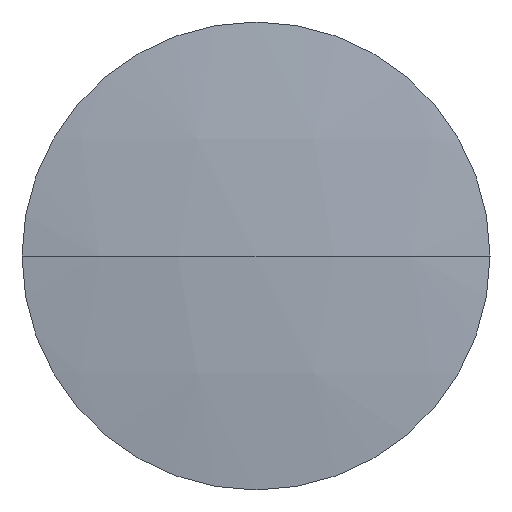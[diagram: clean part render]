
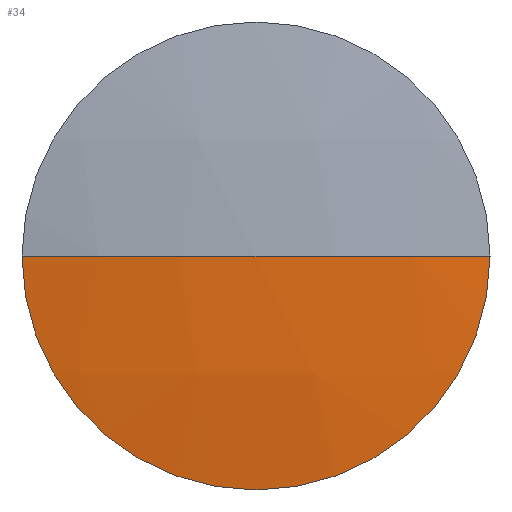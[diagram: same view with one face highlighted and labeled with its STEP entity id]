
A CAD part, left-side view. The second image highlights one B-rep face of the part: STEP entity #34.
In plain terms, the highlighted spherical face has radius 45 mm.
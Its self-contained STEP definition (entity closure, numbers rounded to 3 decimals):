
#1 = ORIENTED_EDGE ( 'NONE', *, *, #124, .F. ) ;
#18 = VERTEX_POINT ( 'NONE', #67 ) ;
#24 = AXIS2_PLACEMENT_3D ( 'NONE', #146, #39, #57 ) ;
#26 = DIRECTION ( 'NONE',  ( -1., 0., 0. ) ) ;
#27 = CIRCLE ( 'NONE', #24, 45. ) ;
#29 = SPHERICAL_SURFACE ( 'NONE', #82, 45. ) ;
#34 = ADVANCED_FACE ( 'NONE', ( #38 ), #29, .T. ) ;
#38 = FACE_OUTER_BOUND ( 'NONE', #100, .T. ) ;
#39 = DIRECTION ( 'NONE',  ( 0., 0., 1. ) ) ;
#52 = ORIENTED_EDGE ( 'NONE', *, *, #177, .T. ) ;
#53 = DIRECTION ( 'NONE',  ( 0., -1., 0. ) ) ;
#57 = DIRECTION ( 'NONE',  ( 1., 0., 0. ) ) ;
#67 = CARTESIAN_POINT ( 'NONE',  ( 61.306, 32.608, 0. ) ) ;
#71 = DIRECTION ( 'NONE',  ( 0., 0., -1. ) ) ;
#82 = AXIS2_PLACEMENT_3D ( 'NONE', #183, #71, #184 ) ;
#100 = EDGE_LOOP ( 'NONE', ( #52, #153, #1 ) ) ;
#103 = VERTEX_POINT ( 'NONE', #116 ) ;
#107 = DIRECTION ( 'NONE',  ( 0., 1., 0. ) ) ;
#116 = CARTESIAN_POINT ( 'NONE',  ( 61.742, 38.858, 0. ) ) ;
#118 = CIRCLE ( 'NONE', #191, 45. ) ;
#122 = CARTESIAN_POINT ( 'NONE',  ( 61.742, 32.608, 0. ) ) ;
#124 = EDGE_CURVE ( 'NONE', #103, #18, #27, .T. ) ;
#134 = CARTESIAN_POINT ( 'NONE',  ( 61.742, 26.358, 0. ) ) ;
#138 = EDGE_CURVE ( 'NONE', #180, #18, #118, .T. ) ;
#146 = CARTESIAN_POINT ( 'NONE',  ( 106.306, 32.608, 0. ) ) ;
#153 = ORIENTED_EDGE ( 'NONE', *, *, #138, .T. ) ;
#177 = EDGE_CURVE ( 'NONE', #103, #180, #187, .T. ) ;
#178 = DIRECTION ( 'NONE',  ( 0., 0., -1. ) ) ;
#180 = VERTEX_POINT ( 'NONE', #134 ) ;
#183 = CARTESIAN_POINT ( 'NONE',  ( 106.306, 32.608, 0. ) ) ;
#184 = DIRECTION ( 'NONE',  ( 0., 1., 0. ) ) ;
#187 = CIRCLE ( 'NONE', #188, 6.25 ) ;
#188 = AXIS2_PLACEMENT_3D ( 'NONE', #122, #26, #53 ) ;
#189 = CARTESIAN_POINT ( 'NONE',  ( 106.306, 32.608, 0. ) ) ;
#191 = AXIS2_PLACEMENT_3D ( 'NONE', #189, #178, #107 ) ;
